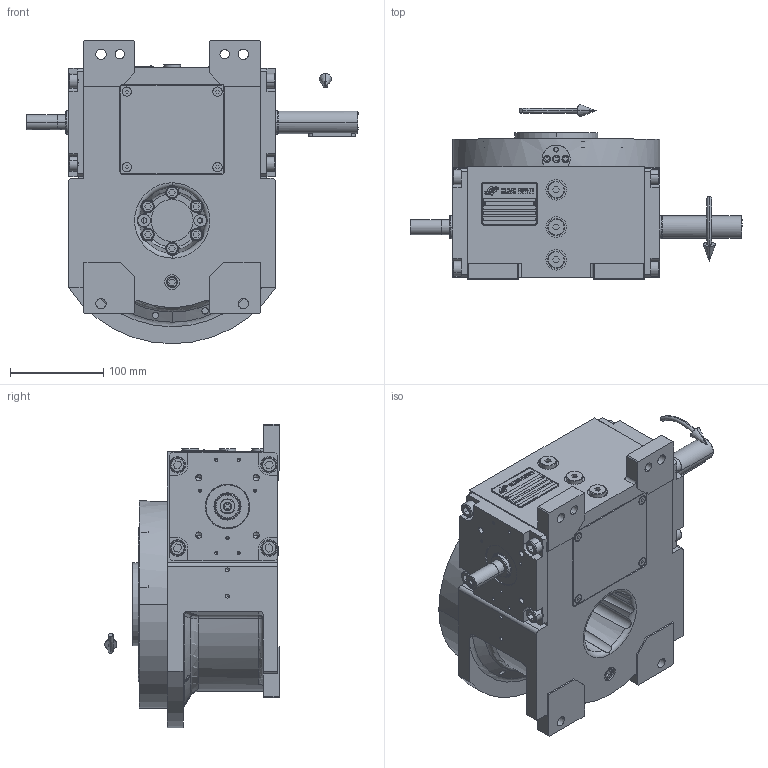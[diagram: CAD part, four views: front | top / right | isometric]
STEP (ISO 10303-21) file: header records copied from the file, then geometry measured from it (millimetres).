
FILE_DESCRIPTION (( 'STEP AP203' ), '1' );
FILE_NAME ('PC5200577.step', '2024-09-02T07:08:40', ( '' ), ( '' ), 'SwSTEP 2.0', 'SolidWorks 2020', '' );
FILE_SCHEMA (( 'CONFIG_CONTROL_DESIGN' ));
Length unit declared in the file: millimetre
Products named in the file (78): cfn2000_01_124; rig06_001_a; AS_900_38_30_003; RIG06_021_AF0^RIG06_005_ASM_rig06_071_06_m_asm(2)_rig06_071_06_m_asm.stp; cfn2155_01_056; cfn2000_01_103; cfn2128_04_004; olio_agip_blasia_150; CFN2223_01-570X6-B^rig06_071_06_m_asm(2)_rig06_071_06_m_asm.stp; rig06_071_06_m_asm.stp; cfn2128_19_002; rig06_004; CFN2356_03_047^rig06_071_06_m_asm(2)_rig06_071_06_m_asm.stp; rig06_004_s_001; CFN2000_01_185^RIG06_005_ASM_rig06_071_06_m_asm(2)_rig06_071_06_m_asm.stp; rig06_003_6; cfn2107_01_001; AS_rig06_004_s_001; cfn2000_01_126; CFN2104_02_017^RIG06_005_ASM_rig06_071_06_m_asm(2)_rig06_071_06_m_asm.stp; AS_rig06_002_bl_001; cfn2003_01_054; AS_rig06_015; cfn2115_02_165; rig06_007_master; cfn2104_01_016; 900_38_30_003; AS_rig06_004; cfn2077_01_018; cfn2205_01_013; cfn2151_01_090; AS_rig06_071_6_m; cfn2155_01_303; rig06_002_bl_001; cfn2476_01_002_60x46; RIG06_005_ASM^rig06_071_06_m_asm(2)_rig06_071_06_m_asm.stp; PC5200577; CFN2010_01_012^rig06_071_06_m_asm(2)_rig06_071_06_m_asm.stp; cfn2070_05_005; cfn2115_01_005 ...
Assembly tree (71 placements, depth 5):
  olio_agip_blasia_150
  CFN2223_01-570X6-B^rig06_071_06_m_asm(2)_rig06_071_06_m_asm.stp
  CFN2356_03_047^rig06_071_06_m_asm(2)_rig06_071_06_m_asm.stp
  cfn2115_02_165
  rig06_007_master
Bounding box: 355.5 x 187 x 325 mm (x, y, z)
Volume: 2336477.3 mm3; surface area: 754113.9 mm2
Topology: 62 solids, 62 shells, 1985 faces, 4928 edges, 3164 vertices
Faces by surface type: plane 1020, cylinder 637, cone 298, torus 18, bspline 6, sphere 6
Entity records: 68116 total; most frequent: CARTESIAN_POINT 14914, DIRECTION 9483, ORIENTED_EDGE 9136, EDGE_CURVE 4568, AXIS2_PLACEMENT_3D 3263, VERTEX_POINT 2983, LINE 2957, VECTOR 2957
